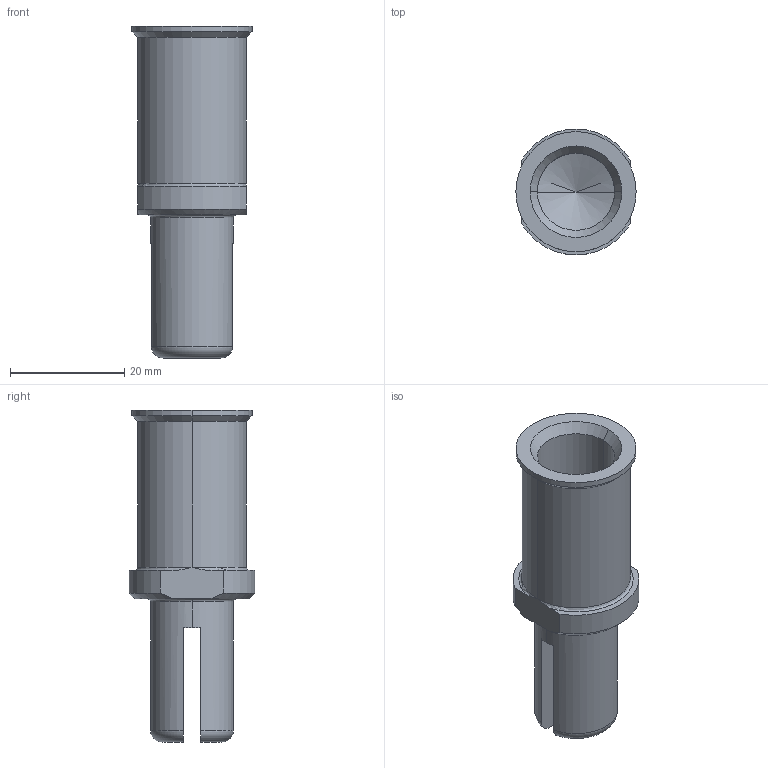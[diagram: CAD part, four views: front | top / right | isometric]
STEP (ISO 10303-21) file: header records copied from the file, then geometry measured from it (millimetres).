
FILE_DESCRIPTION((''),'2;1');
FILE_NAME('CHSM350-95','2017-05-26T',('tl.yang'),(''),'PRO/ENGINEER BY PARAMETRIC TECHNOLOGY CORPORATION, 2011500','PRO/ENGINEER BY PARAMETRIC TECHNOLOGY CORPORATION, 2011500','');
FILE_SCHEMA(('CONFIG_CONTROL_DESIGN'));
Length unit declared in the file: millimetre
Products named in the file (1): CHSM350-95
Bounding box: 21 x 22 x 58 mm (x, y, z)
Volume: 8331.6 mm3; surface area: 5647.1 mm2
Topology: 1 solids, 1 shells, 37 faces, 89 edges, 53 vertices
Faces by surface type: cylinder 12, plane 11, cone 8, torus 6
Entity records: 1191 total; most frequent: CARTESIAN_POINT 295, DIRECTION 185, ORIENTED_EDGE 174, EDGE_CURVE 87, AXIS2_PLACEMENT_3D 75, VERTEX_POINT 53, EDGE_LOOP 40, CIRCLE 38
